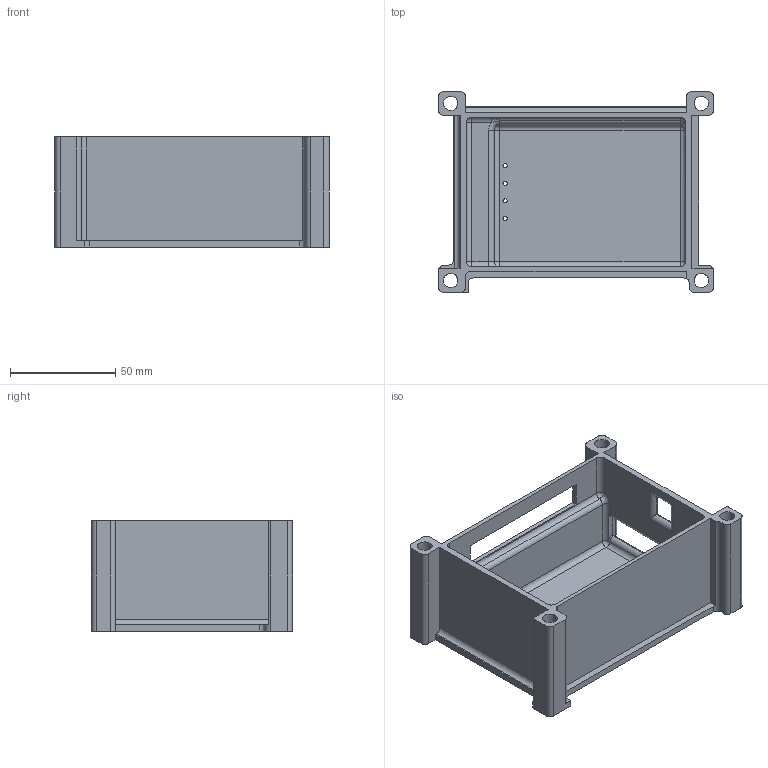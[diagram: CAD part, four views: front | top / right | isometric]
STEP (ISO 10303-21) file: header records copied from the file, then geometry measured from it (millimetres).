
FILE_DESCRIPTION (( 'STEP AP214' ), '1' );
FILE_NAME ('4400-23-P-0605( 1 pieza) .STEP', '2023-02-27T20:19:48', ( '' ), ( '' ), 'SwSTEP 2.0', 'SolidWorks 2022', '' );
FILE_SCHEMA (( 'AUTOMOTIVE_DESIGN' ));
Length unit declared in the file: inch
Products named in the file (1): 4400-23-P-0605( 1 pieza) 
Bounding box: 130.46 x 95.54 x 52.28 mm (x, y, z)
Volume: 124168.7 mm3; surface area: 64247 mm2
Topology: 1 solids, 1 shells, 126 faces, 346 edges, 215 vertices
Faces by surface type: cylinder 59, plane 54, sphere 7, torus 5, bspline 1
Entity records: 4081 total; most frequent: CARTESIAN_POINT 760, DIRECTION 706, ORIENTED_EDGE 678, EDGE_CURVE 339, AXIS2_PLACEMENT_3D 249, VERTEX_POINT 215, LINE 208, VECTOR 208
